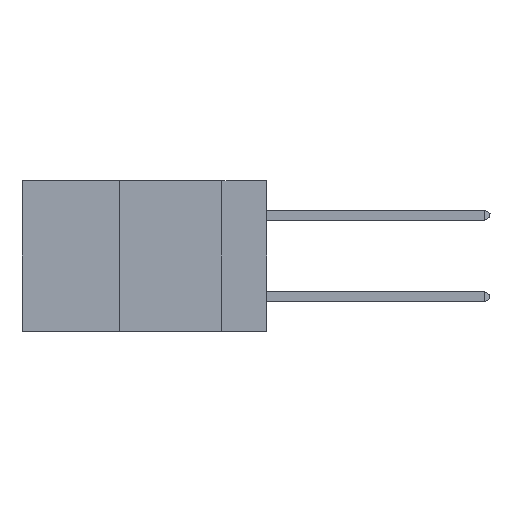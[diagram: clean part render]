
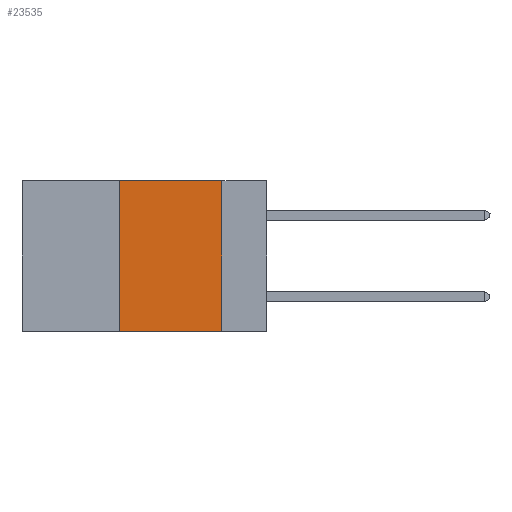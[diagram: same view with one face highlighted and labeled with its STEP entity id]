
A CAD part, left-side view. The second image highlights one B-rep face of the part: STEP entity #23535.
In plain terms, the highlighted planar face has unit normal (-1, 0, 0).
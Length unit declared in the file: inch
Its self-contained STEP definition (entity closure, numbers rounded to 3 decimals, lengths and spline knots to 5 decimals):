
#373 = VERTEX_POINT ( 'NONE', #14975 ) ;
#1703 = ORIENTED_EDGE ( 'NONE', *, *, #18234, .F. ) ;
#2302 = ORIENTED_EDGE ( 'NONE', *, *, #17563, .F. ) ;
#3725 = CARTESIAN_POINT ( 'NONE',  ( 0., 0.36, 0. ) ) ;
#4039 = EDGE_LOOP ( 'NONE', ( #2302, #11424, #1703, #23817 ) ) ;
#4784 = CARTESIAN_POINT ( 'NONE',  ( 0., 0.11, 0. ) ) ;
#5439 = CARTESIAN_POINT ( 'NONE',  ( 0., 0.6, 0. ) ) ;
#5504 = CARTESIAN_POINT ( 'NONE',  ( 0., 0.11, -0.37 ) ) ;
#5883 = VECTOR ( 'NONE', #11881, 39.37008 ) ;
#7620 = LINE ( 'NONE', #19901, #8845 ) ;
#7991 = DIRECTION ( 'NONE',  ( 1., 0., 0. ) ) ;
#8447 = CARTESIAN_POINT ( 'NONE',  ( 0., 0.6, -0.37 ) ) ;
#8845 = VECTOR ( 'NONE', #21514, 39.37008 ) ;
#10975 = VECTOR ( 'NONE', #18462, 39.37008 ) ;
#11424 = ORIENTED_EDGE ( 'NONE', *, *, #21279, .F. ) ;
#11881 = DIRECTION ( 'NONE',  ( 0., -1., 0. ) ) ;
#12482 = CARTESIAN_POINT ( 'NONE',  ( 0., 0.11, 0. ) ) ;
#12903 = VERTEX_POINT ( 'NONE', #5504 ) ;
#14717 = EDGE_CURVE ( 'NONE', #373, #12903, #16454, .T. ) ;
#14728 = LINE ( 'NONE', #12482, #10975 ) ;
#14934 = AXIS2_PLACEMENT_3D ( 'NONE', #22278, #7991, #18005 ) ;
#14975 = CARTESIAN_POINT ( 'NONE',  ( 0., 0.36, -0.37 ) ) ;
#16454 = LINE ( 'NONE', #8447, #23201 ) ;
#17563 = EDGE_CURVE ( 'NONE', #19720, #12903, #14728, .T. ) ;
#18005 = DIRECTION ( 'NONE',  ( 0., 0., -1. ) ) ;
#18234 = EDGE_CURVE ( 'NONE', #373, #20731, #7620, .T. ) ;
#18462 = DIRECTION ( 'NONE',  ( 0., 0., -1. ) ) ;
#19720 = VERTEX_POINT ( 'NONE', #4784 ) ;
#19901 = CARTESIAN_POINT ( 'NONE',  ( 0., 0.36, 0. ) ) ;
#20731 = VERTEX_POINT ( 'NONE', #3725 ) ;
#21279 = EDGE_CURVE ( 'NONE', #20731, #19720, #24023, .T. ) ;
#21514 = DIRECTION ( 'NONE',  ( 0., 0., 1. ) ) ;
#22017 = PLANE ( 'NONE',  #14934 ) ;
#22081 = DIRECTION ( 'NONE',  ( 0., -1., 0. ) ) ;
#22278 = CARTESIAN_POINT ( 'NONE',  ( 0., 0.6, 0. ) ) ;
#23201 = VECTOR ( 'NONE', #22081, 39.37008 ) ;
#23535 = ADVANCED_FACE ( 'NONE', ( #24272 ), #22017, .F. ) ;
#23817 = ORIENTED_EDGE ( 'NONE', *, *, #14717, .T. ) ;
#24023 = LINE ( 'NONE', #5439, #5883 ) ;
#24272 = FACE_OUTER_BOUND ( 'NONE', #4039, .T. ) ;
